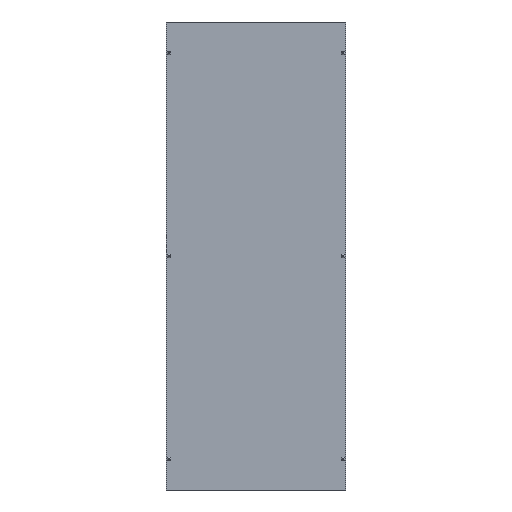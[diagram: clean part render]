
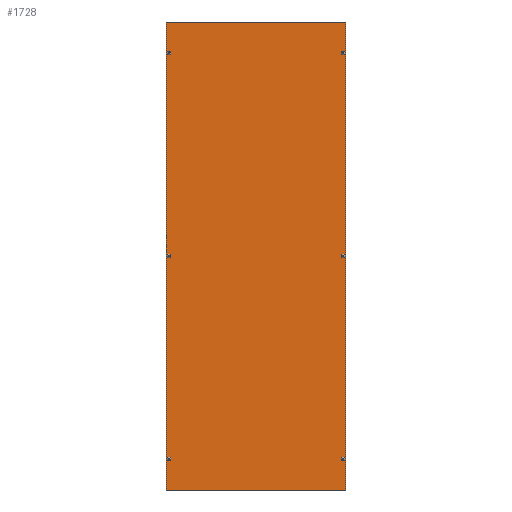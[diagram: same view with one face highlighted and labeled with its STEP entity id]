
A CAD part, front view. The second image highlights one B-rep face of the part: STEP entity #1728.
In plain terms, the highlighted planar face has unit normal (0, -1, 0).
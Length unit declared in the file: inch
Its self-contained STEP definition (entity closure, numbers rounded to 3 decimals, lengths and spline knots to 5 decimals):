
#17 = FACE_OUTER_BOUND ( 'NONE', #678, .T. ) ;
#139 = AXIS2_PLACEMENT_3D ( 'NONE', #6573, #661, #7292 ) ;
#157 = EDGE_CURVE ( 'NONE', #7335, #6567, #1820, .T. ) ;
#378 = ORIENTED_EDGE ( 'NONE', *, *, #7950, .F. ) ;
#449 = VECTOR ( 'NONE', #5741, 39.37008 ) ;
#569 = FACE_BOUND ( 'NONE', #4810, .T. ) ;
#646 = AXIS2_PLACEMENT_3D ( 'NONE', #8342, #3963, #4471 ) ;
#661 = DIRECTION ( 'NONE',  ( 0., -1., 0. ) ) ;
#678 = EDGE_LOOP ( 'NONE', ( #2699, #378, #5325, #2732 ) ) ;
#733 = FACE_BOUND ( 'NONE', #4358, .T. ) ;
#805 = ORIENTED_EDGE ( 'NONE', *, *, #5412, .F. ) ;
#849 = EDGE_CURVE ( 'NONE', #8233, #8233, #6885, .T. ) ;
#933 = AXIS2_PLACEMENT_3D ( 'NONE', #6562, #5194, #7921 ) ;
#1143 = CARTESIAN_POINT ( 'NONE',  ( 14.94094, -0.05906, 39.05512 ) ) ;
#1166 = VERTEX_POINT ( 'NONE', #6281 ) ;
#1180 = AXIS2_PLACEMENT_3D ( 'NONE', #1523, #7984, #4756 ) ;
#1523 = CARTESIAN_POINT ( 'NONE',  ( 14.52756, -0.05906, 33.85827 ) ) ;
#1568 = CARTESIAN_POINT ( 'NONE',  ( 0., -0.05906, 39.05512 ) ) ;
#1648 = EDGE_CURVE ( 'NONE', #2402, #2402, #6759, .T. ) ;
#1728 = ADVANCED_FACE ( 'NONE', ( #5755, #6561, #733, #5193, #3796, #569, #17 ), #3163, .F. ) ;
#1820 = LINE ( 'NONE', #7009, #6038 ) ;
#1846 = VERTEX_POINT ( 'NONE', #7920 ) ;
#1851 = CARTESIAN_POINT ( 'NONE',  ( -14.94094, -0.05906, -39.05512 ) ) ;
#1916 = EDGE_CURVE ( 'NONE', #1166, #1166, #7713, .T. ) ;
#2039 = CIRCLE ( 'NONE', #2580, 0.17717 ) ;
#2099 = EDGE_LOOP ( 'NONE', ( #5213 ) ) ;
#2330 = CARTESIAN_POINT ( 'NONE',  ( 14.52756, -0.05906, -34.03543 ) ) ;
#2334 = EDGE_CURVE ( 'NONE', #2367, #2367, #2705, .T. ) ;
#2367 = VERTEX_POINT ( 'NONE', #6236 ) ;
#2402 = VERTEX_POINT ( 'NONE', #2330 ) ;
#2483 = DIRECTION ( 'NONE',  ( 0., -1., 0. ) ) ;
#2549 = AXIS2_PLACEMENT_3D ( 'NONE', #8001, #8046, #2736 ) ;
#2580 = AXIS2_PLACEMENT_3D ( 'NONE', #4442, #7718, #7041 ) ;
#2699 = ORIENTED_EDGE ( 'NONE', *, *, #8162, .F. ) ;
#2705 = CIRCLE ( 'NONE', #933, 0.17717 ) ;
#2732 = ORIENTED_EDGE ( 'NONE', *, *, #5478, .F. ) ;
#2736 = DIRECTION ( 'NONE',  ( 0., 0., -1. ) ) ;
#2746 = EDGE_LOOP ( 'NONE', ( #3051 ) ) ;
#2785 = VERTEX_POINT ( 'NONE', #1143 ) ;
#3015 = CARTESIAN_POINT ( 'NONE',  ( 14.52756, -0.05906, 33.6811 ) ) ;
#3051 = ORIENTED_EDGE ( 'NONE', *, *, #5554, .F. ) ;
#3163 = PLANE ( 'NONE',  #646 ) ;
#3241 = CARTESIAN_POINT ( 'NONE',  ( 14.52756, -0.05906, -33.85827 ) ) ;
#3250 = CARTESIAN_POINT ( 'NONE',  ( -14.52756, -0.05906, -34.03543 ) ) ;
#3796 = FACE_BOUND ( 'NONE', #7122, .T. ) ;
#3844 = VERTEX_POINT ( 'NONE', #7204 ) ;
#3889 = DIRECTION ( 'NONE',  ( -1., 0., 0. ) ) ;
#3940 = CIRCLE ( 'NONE', #139, 0.17717 ) ;
#3963 = DIRECTION ( 'NONE',  ( 0., 1., 0. ) ) ;
#4046 = ORIENTED_EDGE ( 'NONE', *, *, #849, .F. ) ;
#4055 = DIRECTION ( 'NONE',  ( 0., 0., -1. ) ) ;
#4072 = VECTOR ( 'NONE', #4055, 39.37008 ) ;
#4119 = LINE ( 'NONE', #1568, #5055 ) ;
#4358 = EDGE_LOOP ( 'NONE', ( #805 ) ) ;
#4377 = CARTESIAN_POINT ( 'NONE',  ( -14.94094, -0.05906, 0. ) ) ;
#4386 = EDGE_LOOP ( 'NONE', ( #4046 ) ) ;
#4442 = CARTESIAN_POINT ( 'NONE',  ( -14.52756, -0.05906, -33.85827 ) ) ;
#4471 = DIRECTION ( 'NONE',  ( 0., 0., 1. ) ) ;
#4700 = LINE ( 'NONE', #7844, #4072 ) ;
#4705 = CARTESIAN_POINT ( 'NONE',  ( 14.94094, -0.05906, -39.05512 ) ) ;
#4756 = DIRECTION ( 'NONE',  ( 0., 0., -1. ) ) ;
#4810 = EDGE_LOOP ( 'NONE', ( #6221 ) ) ;
#5055 = VECTOR ( 'NONE', #8115, 39.37008 ) ;
#5058 = LINE ( 'NONE', #4377, #449 ) ;
#5193 = FACE_BOUND ( 'NONE', #4386, .T. ) ;
#5194 = DIRECTION ( 'NONE',  ( 0., -1., 0. ) ) ;
#5213 = ORIENTED_EDGE ( 'NONE', *, *, #1916, .F. ) ;
#5284 = VERTEX_POINT ( 'NONE', #3250 ) ;
#5325 = ORIENTED_EDGE ( 'NONE', *, *, #157, .F. ) ;
#5412 = EDGE_CURVE ( 'NONE', #5284, #5284, #2039, .T. ) ;
#5478 = EDGE_CURVE ( 'NONE', #2785, #7335, #4700, .T. ) ;
#5554 = EDGE_CURVE ( 'NONE', #3844, #3844, #3940, .T. ) ;
#5741 = DIRECTION ( 'NONE',  ( 0., 0., 1. ) ) ;
#5755 = FACE_BOUND ( 'NONE', #2746, .T. ) ;
#6038 = VECTOR ( 'NONE', #3889, 39.37008 ) ;
#6221 = ORIENTED_EDGE ( 'NONE', *, *, #1648, .F. ) ;
#6236 = CARTESIAN_POINT ( 'NONE',  ( 14.52756, -0.05906, -0.17717 ) ) ;
#6281 = CARTESIAN_POINT ( 'NONE',  ( -14.52756, -0.05906, -0.17717 ) ) ;
#6561 = FACE_BOUND ( 'NONE', #2099, .T. ) ;
#6562 = CARTESIAN_POINT ( 'NONE',  ( 14.52756, -0.05906, 0. ) ) ;
#6567 = VERTEX_POINT ( 'NONE', #1851 ) ;
#6571 = ORIENTED_EDGE ( 'NONE', *, *, #2334, .F. ) ;
#6573 = CARTESIAN_POINT ( 'NONE',  ( -14.52756, -0.05906, 33.85827 ) ) ;
#6759 = CIRCLE ( 'NONE', #8118, 0.17717 ) ;
#6885 = CIRCLE ( 'NONE', #1180, 0.17717 ) ;
#7009 = CARTESIAN_POINT ( 'NONE',  ( 0., -0.05906, -39.05512 ) ) ;
#7041 = DIRECTION ( 'NONE',  ( 0., 0., -1. ) ) ;
#7122 = EDGE_LOOP ( 'NONE', ( #6571 ) ) ;
#7204 = CARTESIAN_POINT ( 'NONE',  ( -14.52756, -0.05906, 33.6811 ) ) ;
#7292 = DIRECTION ( 'NONE',  ( 0., 0., -1. ) ) ;
#7335 = VERTEX_POINT ( 'NONE', #4705 ) ;
#7664 = DIRECTION ( 'NONE',  ( 0., 0., -1. ) ) ;
#7713 = CIRCLE ( 'NONE', #2549, 0.17717 ) ;
#7718 = DIRECTION ( 'NONE',  ( 0., -1., 0. ) ) ;
#7844 = CARTESIAN_POINT ( 'NONE',  ( 14.94094, -0.05906, 0. ) ) ;
#7920 = CARTESIAN_POINT ( 'NONE',  ( -14.94094, -0.05906, 39.05512 ) ) ;
#7921 = DIRECTION ( 'NONE',  ( 0., 0., -1. ) ) ;
#7950 = EDGE_CURVE ( 'NONE', #6567, #1846, #5058, .T. ) ;
#7984 = DIRECTION ( 'NONE',  ( 0., -1., 0. ) ) ;
#8001 = CARTESIAN_POINT ( 'NONE',  ( -14.52756, -0.05906, 0. ) ) ;
#8046 = DIRECTION ( 'NONE',  ( 0., -1., 0. ) ) ;
#8115 = DIRECTION ( 'NONE',  ( 1., 0., 0. ) ) ;
#8118 = AXIS2_PLACEMENT_3D ( 'NONE', #3241, #2483, #7664 ) ;
#8162 = EDGE_CURVE ( 'NONE', #1846, #2785, #4119, .T. ) ;
#8233 = VERTEX_POINT ( 'NONE', #3015 ) ;
#8342 = CARTESIAN_POINT ( 'NONE',  ( 0., -0.05906, 0. ) ) ;
